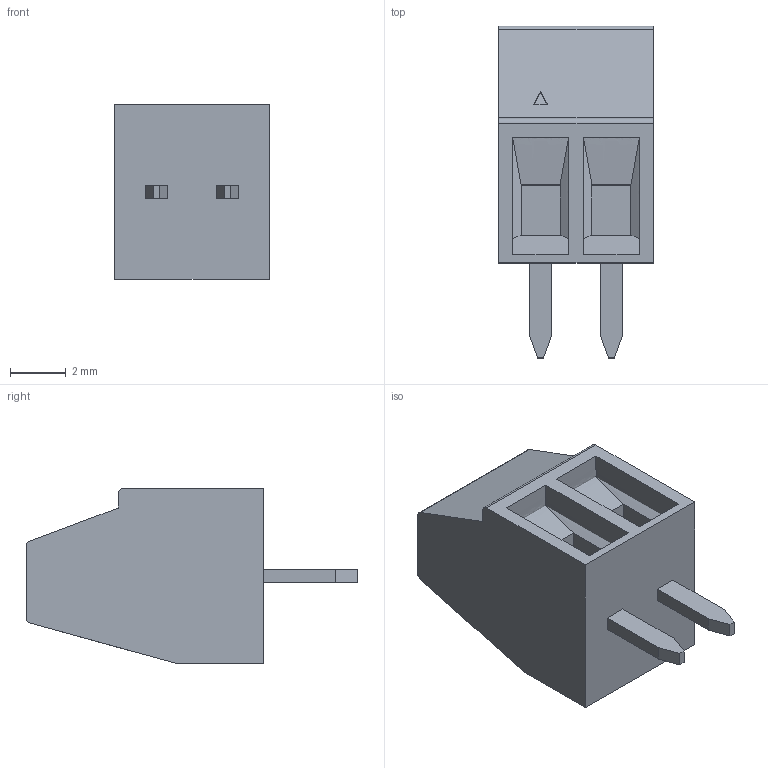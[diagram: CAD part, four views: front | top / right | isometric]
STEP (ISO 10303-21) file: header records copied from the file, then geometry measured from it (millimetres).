
FILE_DESCRIPTION (( 'STEP AP214' ), '1' );
FILE_NAME ('DG308-2.54-02P-14-00AH.STEP', '2021-01-03T21:09:38', ( '' ), ( '' ), 'SwSTEP 2.0', 'SolidWorks 2020', '' );
FILE_SCHEMA (( 'AUTOMOTIVE_DESIGN' ));
Length unit declared in the file: millimetre
Products named in the file (1): DG308-2.54-02P-14-00AH
Bounding box: 5.53 x 11.9 x 6.27 mm (x, y, z)
Volume: 208.8 mm3; surface area: 370 mm2
Topology: 1 solids, 1 shells, 405 faces, 1077 edges, 712 vertices
Faces by surface type: plane 202, bspline 178, cylinder 15, torus 10
Entity records: 25145 total; most frequent: CARTESIAN_POINT 12525, ORIENTED_EDGE 2154, DIRECTION 1235, EDGE_CURVE 1077, VERTEX_POINT 712, LINE 655, VECTOR 655, EDGE_LOOP 443
